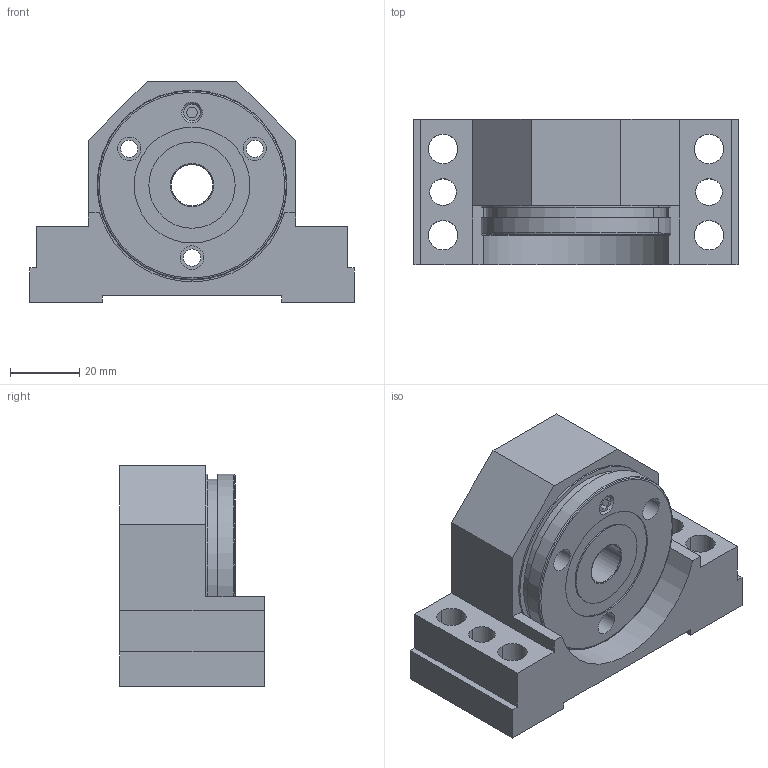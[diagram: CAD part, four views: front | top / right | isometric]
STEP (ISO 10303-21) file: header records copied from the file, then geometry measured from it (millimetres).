
FILE_DESCRIPTION(('no description'),'unknown implementation level');
FILE_NAME('SFA12_3.stp',' ',('HIWIN GmbH'),('CADClick - KiM GmbH - www.kimweb.de'),'unknown preprocess','ACIS','unknown authorization');
FILE_SCHEMA(('automotive_design'));
Length unit declared in the file: millimetre
Products named in the file (2): SFA_12_BUCHSE; SFA_12_GEHAEUSE
Bounding box: 94 x 42 x 64 mm (x, y, z)
Volume: 114357.1 mm3; surface area: 42220.1 mm2
Topology: 2 solids, 3 shells, 181 faces, 442 edges, 277 vertices
Faces by surface type: cylinder 74, torus 48, plane 45, cone 14
Entity records: 10669 total; most frequent: CARTESIAN_POINT 1084, DIRECTION 1047, STYLED_ITEM 900, PRESENTATION_STYLE_ASSIGNMENT 900, COLOUR_RGB 900, ORIENTED_EDGE 880, EDGE_CURVE 440, AXIS2_PLACEMENT_3D 440
